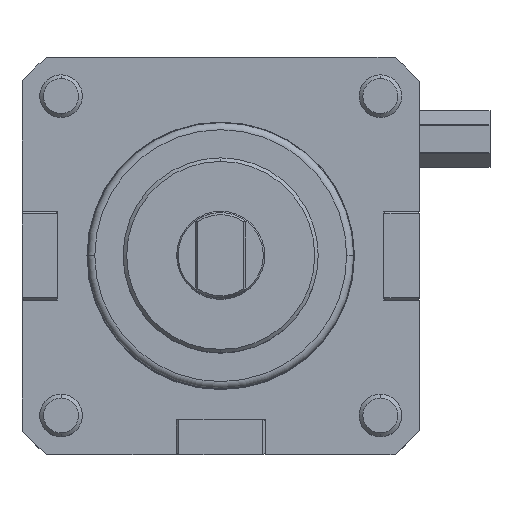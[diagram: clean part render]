
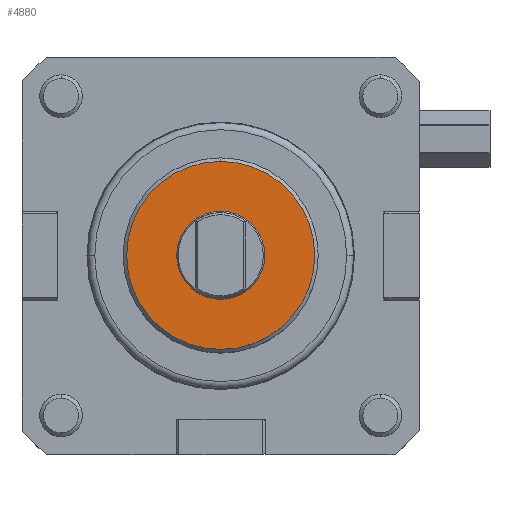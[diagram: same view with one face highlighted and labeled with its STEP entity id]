
A CAD part, top view. The second image highlights one B-rep face of the part: STEP entity #4880.
In plain terms, the highlighted planar face has unit normal (0, 0, 1).
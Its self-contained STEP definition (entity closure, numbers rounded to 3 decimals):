
#38=CARTESIAN_POINT('',(-12.4,-0.,80.));
#39=VERTEX_POINT('',#38);
#46=CARTESIAN_POINT('',(12.4,-0.,80.));
#47=VERTEX_POINT('',#46);
#48=CARTESIAN_POINT('',(0.,-0.,80.));
#49=DIRECTION('',(0.,0.,1.));
#50=DIRECTION('',(-1.,0.,0.));
#51=AXIS2_PLACEMENT_3D('',#48,#49,#50);
#52=CIRCLE('',#51,12.4);
#53=EDGE_CURVE('',#39,#47,#52,.T.);
#4820=CARTESIAN_POINT('',(0.,-26.5,80.));
#4821=VERTEX_POINT('',#4820);
#4828=CARTESIAN_POINT('',(0.,26.5,80.));
#4829=VERTEX_POINT('',#4828);
#4830=CARTESIAN_POINT('',(0.,0.,80.));
#4831=DIRECTION('',(-0.,-0.,-1.));
#4832=DIRECTION('',(-0.,-1.,0.));
#4833=AXIS2_PLACEMENT_3D('',#4830,#4831,#4832);
#4834=CIRCLE('',#4833,26.5);
#4835=EDGE_CURVE('',#4821,#4829,#4834,.T.);
#4855=CARTESIAN_POINT('',(0.,13.75,80.));
#4856=DIRECTION('',(0.,0.,1.));
#4857=DIRECTION('',(1.,-0.,-0.));
#4858=AXIS2_PLACEMENT_3D('',#4855,#4856,#4857);
#4859=PLANE('',#4858);
#4860=ORIENTED_EDGE('',*,*,#4835,.F.);
#4861=CARTESIAN_POINT('',(0.,0.,80.));
#4862=DIRECTION('',(-0.,-0.,-1.));
#4863=DIRECTION('',(-0.,-1.,0.));
#4864=AXIS2_PLACEMENT_3D('',#4861,#4862,#4863);
#4865=CIRCLE('',#4864,26.5);
#4866=EDGE_CURVE('',#4829,#4821,#4865,.T.);
#4867=ORIENTED_EDGE('',*,*,#4866,.F.);
#4868=EDGE_LOOP('',(#4860,#4867));
#4869=FACE_BOUND('',#4868,.T.);
#4870=ORIENTED_EDGE('',*,*,#53,.F.);
#4871=CARTESIAN_POINT('',(0.,-0.,80.));
#4872=DIRECTION('',(0.,0.,1.));
#4873=DIRECTION('',(-1.,0.,0.));
#4874=AXIS2_PLACEMENT_3D('',#4871,#4872,#4873);
#4875=CIRCLE('',#4874,12.4);
#4876=EDGE_CURVE('',#47,#39,#4875,.T.);
#4877=ORIENTED_EDGE('',*,*,#4876,.F.);
#4878=EDGE_LOOP('',(#4870,#4877));
#4879=FACE_BOUND('',#4878,.T.);
#4880=ADVANCED_FACE('',(#4869,#4879),#4859,.T.);
